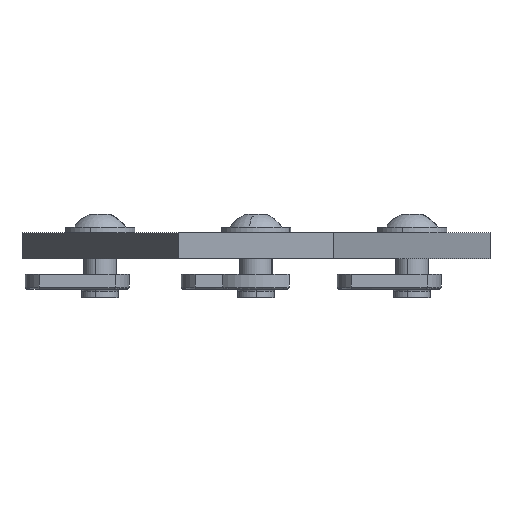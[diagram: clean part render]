
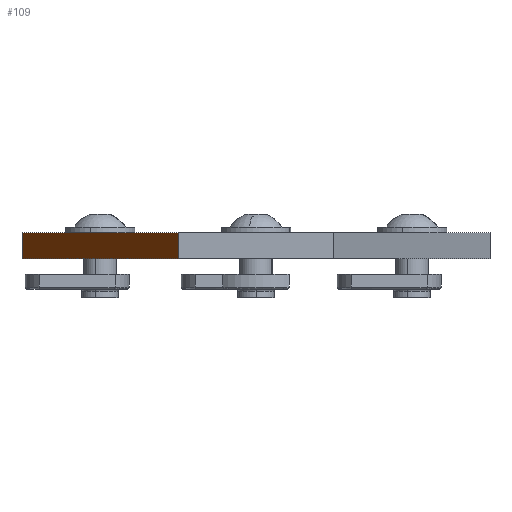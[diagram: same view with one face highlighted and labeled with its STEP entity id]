
A CAD part, left-side view. The second image highlights one B-rep face of the part: STEP entity #109.
In plain terms, the highlighted planar face has unit normal (-0.447, 0.894, 0).
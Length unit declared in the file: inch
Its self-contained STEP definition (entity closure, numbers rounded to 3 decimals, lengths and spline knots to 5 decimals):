
#31 = EDGE_CURVE ( 'NONE', #1419, #149, #377, .T. ) ;
#49 = ORIENTED_EDGE ( 'NONE', *, *, #2411, .F. ) ;
#55 = ORIENTED_EDGE ( 'NONE', *, *, #31, .T. ) ;
#75 = VERTEX_POINT ( 'NONE', #716 ) ;
#91 = EDGE_CURVE ( 'NONE', #75, #149, #848, .T. ) ;
#94 = EDGE_LOOP ( 'NONE', ( #55, #118, #49, #2376 ) ) ;
#109 = ADVANCED_FACE ( 'NONE', ( #976 ), #977, .F. ) ;
#118 = ORIENTED_EDGE ( 'NONE', *, *, #91, .F. ) ;
#149 = VERTEX_POINT ( 'NONE', #1225 ) ;
#353 = LINE ( 'NONE', #354, #355 ) ;
#354 = CARTESIAN_POINT ( 'NONE',  ( 3., 4.5, 0.25 ) ) ;
#355 = VECTOR ( 'NONE', #356, 39.37008 ) ;
#356 = DIRECTION ( 'NONE',  ( -0.894, -0.447, 0. ) ) ;
#377 = LINE ( 'NONE', #378, #379 ) ;
#378 = CARTESIAN_POINT ( 'NONE',  ( 3., 4.5, 0. ) ) ;
#379 = VECTOR ( 'NONE', #384, 39.37008 ) ;
#382 = VERTEX_POINT ( 'NONE', #790 ) ;
#384 = DIRECTION ( 'NONE',  ( -0.894, -0.447, 0. ) ) ;
#588 = EDGE_CURVE ( 'NONE', #382, #1419, #903, .T. ) ;
#716 = CARTESIAN_POINT ( 'NONE',  ( 0., 3., 0.25 ) ) ;
#790 = CARTESIAN_POINT ( 'NONE',  ( 3., 4.5, 0.25 ) ) ;
#848 = LINE ( 'NONE', #849, #850 ) ;
#849 = CARTESIAN_POINT ( 'NONE',  ( 0., 3., 0.25 ) ) ;
#850 = VECTOR ( 'NONE', #851, 39.37008 ) ;
#851 = DIRECTION ( 'NONE',  ( 0., 0., -1. ) ) ;
#903 = LINE ( 'NONE', #904, #905 ) ;
#904 = CARTESIAN_POINT ( 'NONE',  ( 3., 4.5, 0.25 ) ) ;
#905 = VECTOR ( 'NONE', #906, 39.37008 ) ;
#906 = DIRECTION ( 'NONE',  ( 0., 0., -1. ) ) ;
#976 = FACE_OUTER_BOUND ( 'NONE', #94, .T. ) ;
#977 = PLANE ( 'NONE',  #978 ) ;
#978 = AXIS2_PLACEMENT_3D ( 'NONE', #979, #980, #981 ) ;
#979 = CARTESIAN_POINT ( 'NONE',  ( 3., 4.5, 0.25 ) ) ;
#980 = DIRECTION ( 'NONE',  ( 0.447, -0.894, 0. ) ) ;
#981 = DIRECTION ( 'NONE',  ( 0.894, 0.447, 0. ) ) ;
#1225 = CARTESIAN_POINT ( 'NONE',  ( 0., 3., 0. ) ) ;
#1359 = CARTESIAN_POINT ( 'NONE',  ( 3., 4.5, 0. ) ) ;
#1419 = VERTEX_POINT ( 'NONE', #1359 ) ;
#2376 = ORIENTED_EDGE ( 'NONE', *, *, #588, .T. ) ;
#2411 = EDGE_CURVE ( 'NONE', #382, #75, #353, .T. ) ;
